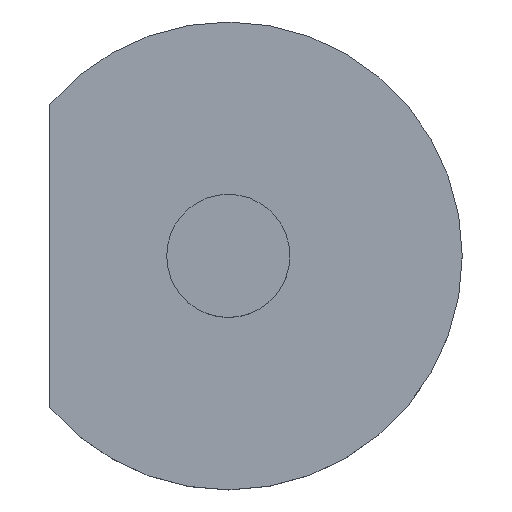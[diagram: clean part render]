
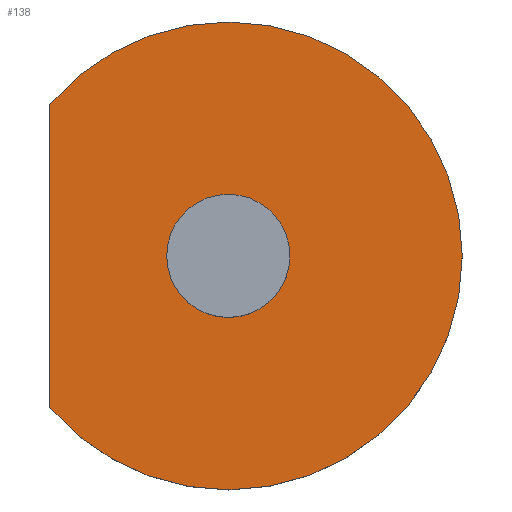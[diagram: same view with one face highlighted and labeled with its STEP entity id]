
A CAD part, top view. The second image highlights one B-rep face of the part: STEP entity #138.
In plain terms, the highlighted planar face has unit normal (0, 0, 1).
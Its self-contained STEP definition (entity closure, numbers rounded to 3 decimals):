
#15=FACE_BOUND('',#40,.T.);
#21=PLANE('',#159);
#30=FACE_OUTER_BOUND('',#39,.T.);
#39=EDGE_LOOP('',(#124,#125));
#40=EDGE_LOOP('',(#126));
#45=LINE('',#239,#52);
#52=VECTOR('',#198,10.);
#56=CIRCLE('',#143,1.);
#64=CIRCLE('',#158,3.8);
#66=VERTEX_POINT('',#211);
#74=VERTEX_POINT('',#237);
#75=VERTEX_POINT('',#238);
#78=EDGE_CURVE('',#66,#66,#56,.T.);
#89=EDGE_CURVE('',#74,#75,#45,.T.);
#92=EDGE_CURVE('',#75,#74,#64,.T.);
#124=ORIENTED_EDGE('',*,*,#92,.T.);
#125=ORIENTED_EDGE('',*,*,#89,.T.);
#126=ORIENTED_EDGE('',*,*,#78,.T.);
#138=ADVANCED_FACE('',(#30,#15),#21,.T.);
#143=AXIS2_PLACEMENT_3D('',#213,#167,#168);
#158=AXIS2_PLACEMENT_3D('',#243,#203,#204);
#159=AXIS2_PLACEMENT_3D('',#244,#205,#206);
#167=DIRECTION('center_axis',(0.,0.,-1.));
#168=DIRECTION('ref_axis',(1.,0.,0.));
#198=DIRECTION('',(0.,-1.,0.));
#203=DIRECTION('center_axis',(0.,0.,1.));
#204=DIRECTION('ref_axis',(-0.763,-0.646,0.));
#205=DIRECTION('center_axis',(0.,0.,1.));
#206=DIRECTION('ref_axis',(1.,0.,0.));
#211=CARTESIAN_POINT('',(-29.041,20.931,0.866));
#213=CARTESIAN_POINT('Origin',(-28.041,20.931,0.866));
#237=CARTESIAN_POINT('',(-30.941,23.386,0.866));
#238=CARTESIAN_POINT('',(-30.941,18.475,0.866));
#239=CARTESIAN_POINT('',(-30.941,23.386,0.866));
#243=CARTESIAN_POINT('Origin',(-28.041,20.931,0.866));
#244=CARTESIAN_POINT('Origin',(-27.591,20.931,0.866));
